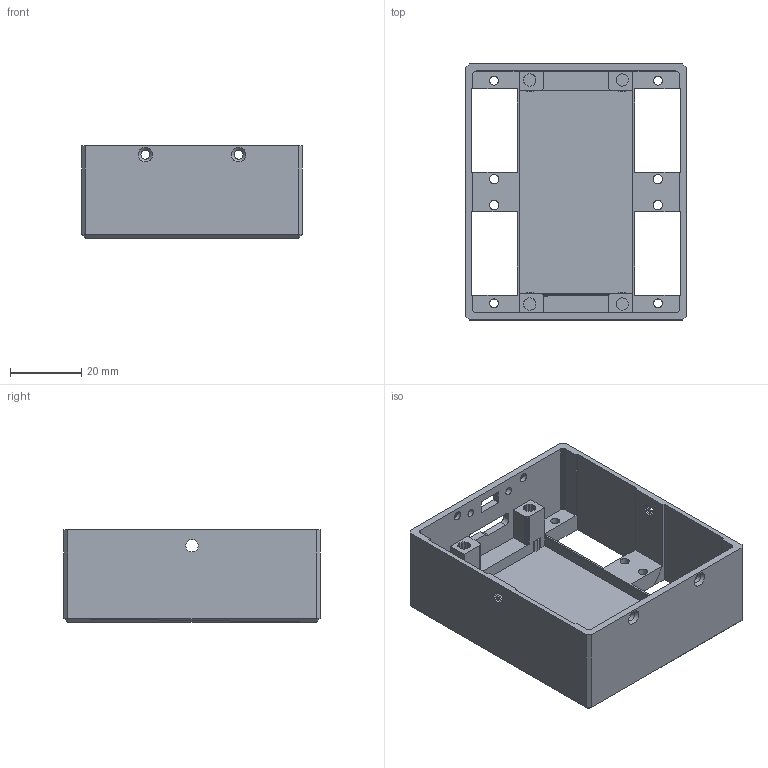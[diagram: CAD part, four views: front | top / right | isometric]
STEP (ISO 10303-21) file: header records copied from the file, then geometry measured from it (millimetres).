
FILE_DESCRIPTION(/* description */ ('','CAx-IF Rec.Pracs.---Representation and Presentation of Product Manufacturing Information (PMI)---4.0---2014-10-13'),/* implementation_level */ '2;1');
FILE_NAME(/* name */ 'Lower body Frame.step',/* time_stamp */ '2024-12-12T08:35:46+08:00',/* author */ (''),/* organization */ (''),/* preprocessor_version */ 'ST-DEVELOPER v20',/* originating_system */ 'Autodesk Translation Framework v13.20.0.188',/* authorisation */ '');
FILE_SCHEMA (('AP242_MANAGED_MODEL_BASED_3D_ENGINEERING_MIM_LF { 1 0 10303 442 1 1 4 }'));
Length unit declared in the file: millimetre
Products named in the file (1): ESP_KAME_ROBOT
Bounding box: 62 x 72 x 26 mm (x, y, z)
Volume: 20222.8 mm3; surface area: 21696.9 mm2
Topology: 1 solids, 1 shells, 512 faces, 1224 edges, 715 vertices
Faces by surface type: plane 489, cylinder 19, cone 4
Full cylindrical faces by diameter (mm): 2.2 x2, 2.5 x8, 2.616 x4
Entity records: 14305 total; most frequent: CARTESIAN_POINT 2452, ORIENTED_EDGE 2448, DIRECTION 2292, EDGE_CURVE 1224, LINE 1182, VECTOR 1182, VERTEX_POINT 715, EDGE_LOOP 557
